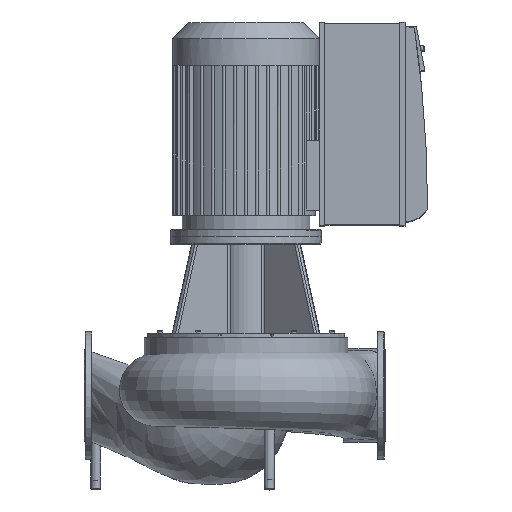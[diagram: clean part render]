
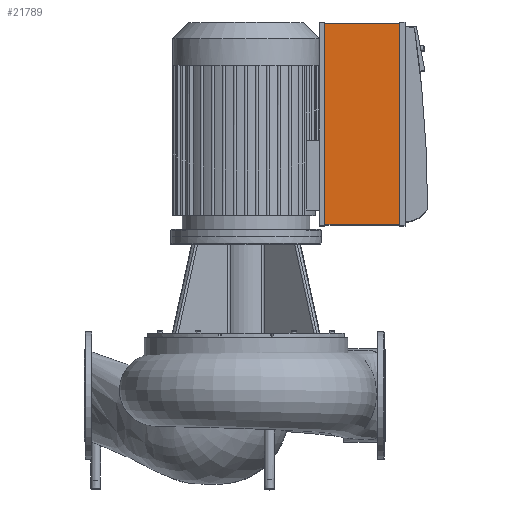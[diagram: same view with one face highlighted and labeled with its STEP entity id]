
A CAD part, top view. The second image highlights one B-rep face of the part: STEP entity #21789.
In plain terms, the highlighted planar face has unit normal (0, 0, 1).
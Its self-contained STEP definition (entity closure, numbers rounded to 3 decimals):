
#1224=PLANE($,#23984);
#3083=LINE($,#58703,#4953);
#3085=LINE($,#58707,#4955);
#3086=LINE($,#58709,#4956);
#3087=LINE($,#58710,#4957);
#4953=VECTOR($,#30125,198.);
#4955=VECTOR($,#30129,534.);
#4956=VECTOR($,#30130,198.);
#4957=VECTOR($,#30131,534.);
#6503=FACE_OUTER_BOUND($,#8039,.T.);
#8039=EDGE_LOOP($,(#20154,#20155,#20156,#20157));
#11034=VERTEX_POINT($,#58700);
#11035=VERTEX_POINT($,#58702);
#11036=VERTEX_POINT($,#58706);
#11037=VERTEX_POINT($,#58708);
#14081=EDGE_CURVE($,#11034,#11035,#3083,.T.);
#14083=EDGE_CURVE($,#11034,#11036,#3085,.T.);
#14084=EDGE_CURVE($,#11037,#11036,#3086,.T.);
#14085=EDGE_CURVE($,#11037,#11035,#3087,.T.);
#20154=ORIENTED_EDGE($,*,*,#14081,.F.);
#20155=ORIENTED_EDGE($,*,*,#14083,.T.);
#20156=ORIENTED_EDGE($,*,*,#14084,.F.);
#20157=ORIENTED_EDGE($,*,*,#14085,.T.);
#21789=ADVANCED_FACE($,(#6503),#1224,.T.);
#23984=AXIS2_PLACEMENT_3D($,#58705,#30127,#30128);
#30125=DIRECTION($,(-1.,0.,0.));
#30127=DIRECTION('center_axis',(0.,0.,1.));
#30128=DIRECTION('ref_axis',(1.,0.,0.));
#30129=DIRECTION($,(0.,1.,0.));
#30130=DIRECTION($,(1.,0.,0.));
#30131=DIRECTION($,(0.,-1.,0.));
#58700=CARTESIAN_POINT('',(838.,455.,507.));
#58702=CARTESIAN_POINT('',(640.,455.,507.));
#58703=CARTESIAN_POINT($,(788.5,455.,507.));
#58705=CARTESIAN_POINT('Origin',(739.,722.,507.));
#58706=CARTESIAN_POINT('',(838.,989.,507.));
#58707=CARTESIAN_POINT($,(838.,455.,507.));
#58708=CARTESIAN_POINT('',(640.,989.,507.));
#58709=CARTESIAN_POINT($,(689.5,989.,507.));
#58710=CARTESIAN_POINT($,(640.,989.,507.));
